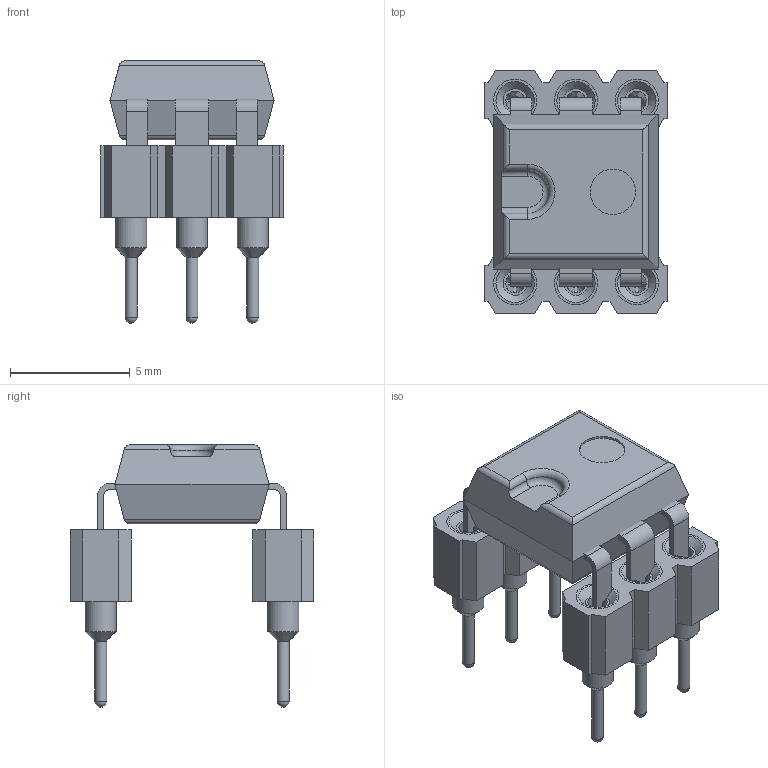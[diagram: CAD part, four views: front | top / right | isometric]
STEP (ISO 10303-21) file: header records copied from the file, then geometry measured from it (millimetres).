
FILE_DESCRIPTION(('STEP AP214'), '1');
FILE_NAME('DIP on SCSL', '', ('UNSPECIFIED'), ('UNSPECIFIED'), 'ASCON STEP Converter 1.6', 'ASCON Math Kernel', '');
FILE_SCHEMA(('AUTOMOTIVE_DESIGN { 1 0 10303 214 3 1 1}'));
Length unit declared in the file: millimetre
Products named in the file (3): SCSL; DIP
Assembly tree (3 placements, depth 2):
  (unnamed)
    SCSL  x2
    DIP
Bounding box: 7.62 x 10.16 x 10.95 mm (x, y, z)
Volume: 231 mm3; surface area: 792.9 mm2
Topology: 21 solids, 21 shells, 418 faces, 982 edges, 608 vertices
Faces by surface type: plane 269, cylinder 75, cone 66, sphere 6, torus 2
Full cylindrical faces by diameter (mm): 0.5 x6, 0.8 x6, 1 x12, 1.3 x12, 1.8 x12, 1.9 x1, 2.8 x1
Entity records: 10224 total; most frequent: CARTESIAN_POINT 1828, DIRECTION 1233, ORIENTED_EDGE 1186, EDGE_CURVE 593, AXIS2_PLACEMENT_3D 430, VERTEX_POINT 393, LINE 373, VECTOR 373
